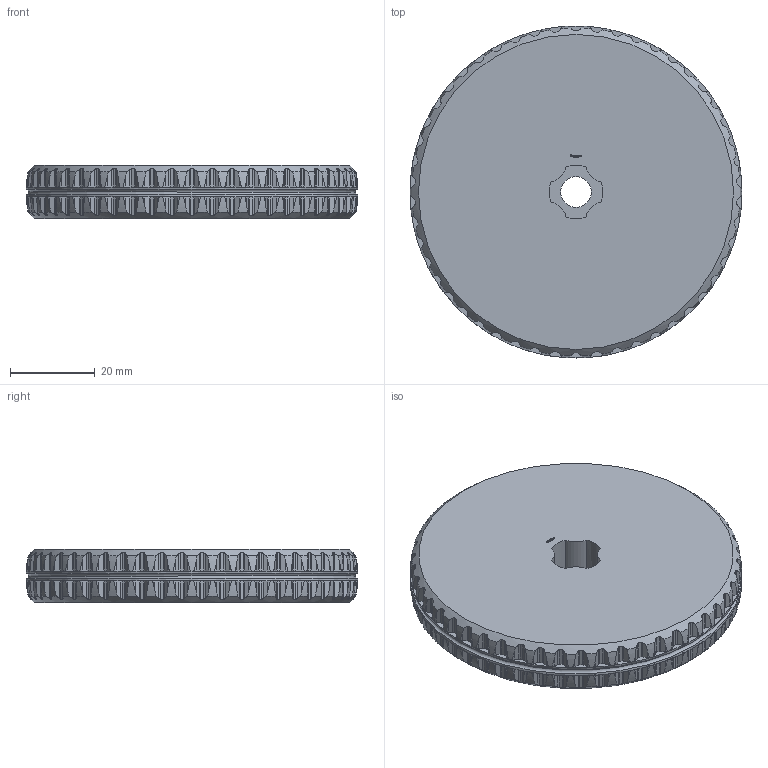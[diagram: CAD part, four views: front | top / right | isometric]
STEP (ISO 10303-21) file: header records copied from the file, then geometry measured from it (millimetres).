
FILE_DESCRIPTION(('FreeCAD Model'),'2;1');
FILE_NAME('Open CASCADE Shape Model','2025-01-01T00:20:23',(''),(''), 'Open CASCADE STEP processor 7.8','FreeCAD','Unknown');
FILE_SCHEMA(('AUTOMOTIVE_DESIGN { 1 0 10303 214 1 1 1 1 }'));
Products named in the file (1): Wheel GND TTRD PLN BU06.25x01.00 - SPN-WHL-0018 (stemfie.org)
Bounding box: 78.12 x 78.12 x 12.5 mm (x, y, z)
Volume: 56375.5 mm3; surface area: 13613.4 mm2
Topology: 1 solids, 1 shells, 1509 faces, 4357 edges, 2899 vertices
Faces by surface type: plane 630, cylinder 616, extrusion 134, revolution 102, cone 25, torus 2
Full cylindrical faces by diameter (mm): 2 x4, 7.2 x2, 78.125 x2
Entity records: 69826 total; most frequent: CARTESIAN_POINT 31082, ORIENTED_EDGE 8714, DIRECTION 7237, EDGE_CURVE 4357, VERTEX_POINT 2899, AXIS2_PLACEMENT_3D 2445, VECTOR 2245, LINE 2111
